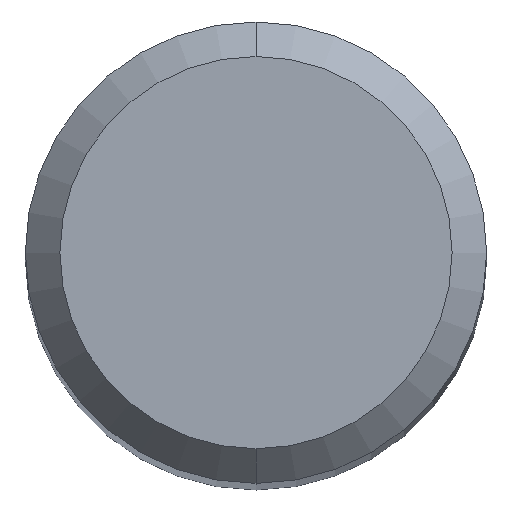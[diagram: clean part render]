
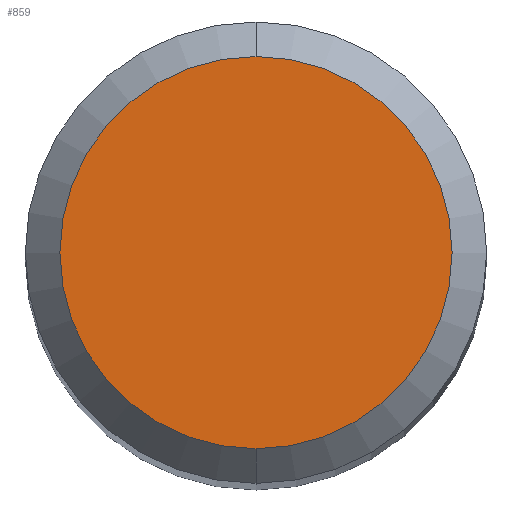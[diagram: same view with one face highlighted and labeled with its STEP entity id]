
A CAD part, top view. The second image highlights one B-rep face of the part: STEP entity #859.
In plain terms, the highlighted planar face has unit normal (0, 0, 1).
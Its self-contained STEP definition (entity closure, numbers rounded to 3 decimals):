
#629=EDGE_CURVE('',#807,#875,#1339,.T.);
#805=EDGE_CURVE('',#875,#807,#1529,.T.);
#807=VERTEX_POINT('',#1531);
#859=ADVANCED_FACE('',(#1590),#1591,.T.);
#875=VERTEX_POINT('',#1608);
#1339=CIRCLE('',#3454,1.7);
#1529=CIRCLE('',#4473,1.7);
#1531=CARTESIAN_POINT('',(0.0,1.7,0.0));
#1590=FACE_OUTER_BOUND('',#4669,.T.);
#1591=PLANE('',#4670);
#1608=CARTESIAN_POINT('',(0.,-1.7,0.0));
#3454=AXIS2_PLACEMENT_3D('',#5563,#5564,#5565);
#4473=AXIS2_PLACEMENT_3D('',#5731,#5732,#5733);
#4669=EDGE_LOOP('',(#5815,#5816));
#4670=AXIS2_PLACEMENT_3D('',#5817,#5818,#5819);
#5563=CARTESIAN_POINT('',(0.0,0.0,0.0));
#5564=DIRECTION('',(0.0,0.0,-1.0));
#5565=DIRECTION('',(0.0,1.0,0.0));
#5731=CARTESIAN_POINT('',(0.0,0.0,0.0));
#5732=DIRECTION('',(0.0,0.0,-1.0));
#5733=DIRECTION('',(0.0,1.0,0.0));
#5815=ORIENTED_EDGE('',*,*,#629,.F.);
#5816=ORIENTED_EDGE('',*,*,#805,.F.);
#5817=CARTESIAN_POINT('',(0.0,0.85,0.0));
#5818=DIRECTION('',(-0.0,0.0,1.0));
#5819=DIRECTION('',(0.0,-1.0,0.0));
